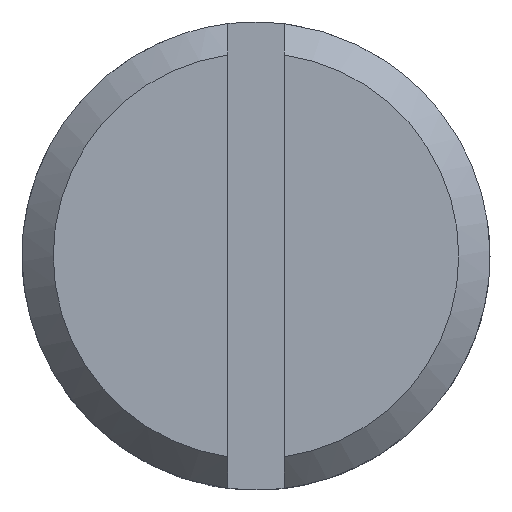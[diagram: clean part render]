
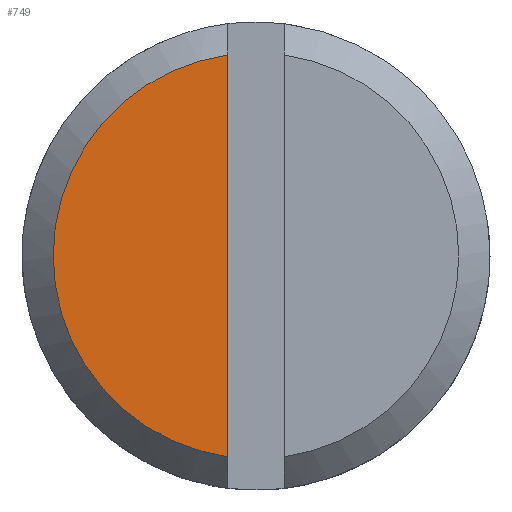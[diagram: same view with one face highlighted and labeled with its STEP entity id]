
A CAD part, top view. The second image highlights one B-rep face of the part: STEP entity #749.
In plain terms, the highlighted free-form (B-spline) face has degree [1, 1] with [2, 2] control points.
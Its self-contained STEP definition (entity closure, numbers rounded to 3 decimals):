
#629=CARTESIAN_POINT('',(-0.9,6.437,8.));
#630=VERTEX_POINT('',#629);
#638=CARTESIAN_POINT('',(-0.9,-6.437,8.));
#639=VERTEX_POINT('',#638);
#640=CARTESIAN_POINT('',(-0.9,6.437,8.));
#641=CARTESIAN_POINT('',(-0.9,-6.437,8.));
#642=QUASI_UNIFORM_CURVE('',1,(#640,#641),.UNSPECIFIED.,.F.,.U.);
#643=EDGE_CURVE('',#630,#639,#642,.T.);
#713=CARTESIAN_POINT('',(-6.78,-7.08,8.));
#714=CARTESIAN_POINT('',(-0.62,-7.08,8.));
#715=CARTESIAN_POINT('',(-6.78,7.08,8.));
#716=CARTESIAN_POINT('',(-0.62,7.08,8.));
#717=B_SPLINE_SURFACE_WITH_KNOTS('',1,1,((#713,#715),(#714,#716)),.UNSPECIFIED.,.F.,.F.,.U.,(2,2),(2,2),(0.0,6.159),(0.0,14.161),.UNSPECIFIED.);
#718=ORIENTED_EDGE('',*,*,#643,.F.);
#719=CARTESIAN_POINT('',(-0.9,-6.437,8.));
#720=CARTESIAN_POINT('',(-1.164,-6.4,8.));
#721=CARTESIAN_POINT('',(-1.688,-6.294,8.));
#722=CARTESIAN_POINT('',(-2.436,-6.043,8.));
#723=CARTESIAN_POINT('',(-3.214,-5.673,8.));
#724=CARTESIAN_POINT('',(-4.027,-5.14,8.));
#725=CARTESIAN_POINT('',(-4.724,-4.496,8.));
#726=CARTESIAN_POINT('',(-5.208,-3.904,8.));
#727=CARTESIAN_POINT('',(-5.582,-3.352,8.));
#728=CARTESIAN_POINT('',(-5.975,-2.625,8.));
#729=CARTESIAN_POINT('',(-6.3,-1.708,8.));
#730=CARTESIAN_POINT('',(-6.463,-0.824,8.));
#731=CARTESIAN_POINT('',(-6.517,0.024,8.));
#732=CARTESIAN_POINT('',(-6.47,0.788,8.));
#733=CARTESIAN_POINT('',(-6.314,1.599,8.));
#734=CARTESIAN_POINT('',(-6.051,2.445,8.));
#735=CARTESIAN_POINT('',(-5.681,3.199,8.));
#736=CARTESIAN_POINT('',(-5.19,3.936,8.));
#737=CARTESIAN_POINT('',(-4.753,4.457,8.));
#738=CARTESIAN_POINT('',(-4.142,5.03,8.));
#739=CARTESIAN_POINT('',(-3.506,5.498,8.));
#740=CARTESIAN_POINT('',(-2.834,5.862,8.));
#741=CARTESIAN_POINT('',(-1.994,6.213,8.));
#742=CARTESIAN_POINT('',(-1.368,6.372,8.));
#743=CARTESIAN_POINT('',(-0.9,6.437,8.));
#744=B_SPLINE_CURVE_WITH_KNOTS('',3,(#719,#720,#721,#722,#723,#724,#725,#726,#727,#728,#729,#730,#731,#732,#733,#734,#735,#736,#737,#738,#739,#740,#741,#742,#743),.UNSPECIFIED.,.F.,.U.,(4,1,1,1,1,1,1,1,1,1,1,1,1,1,1,1,1,1,1,1,1,1,4),(0.,0.8,1.6,2.363,3.381,4.508,5.199,5.672,6.508,7.671,8.58,9.198,10.216,10.871,11.67,12.87,13.379,14.324,14.906,15.888,16.688,17.197,18.615),.UNSPECIFIED.);
#745=EDGE_CURVE('',#639,#630,#744,.T.);
#746=ORIENTED_EDGE('',*,*,#745,.F.);
#747=EDGE_LOOP('',(#718,#746));
#748=FACE_OUTER_BOUND('',#747,.T.);
#749=ADVANCED_FACE('',(#748),#717,.T.);
